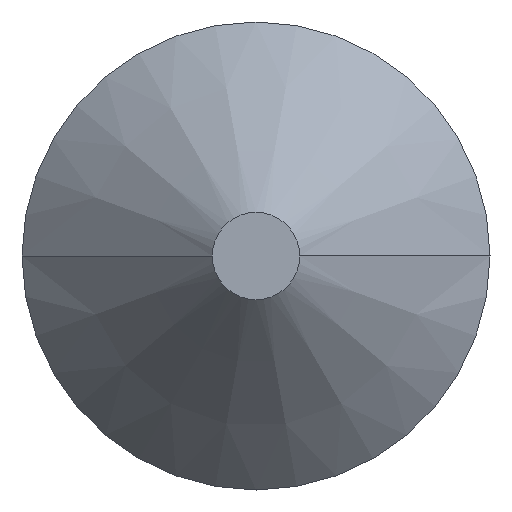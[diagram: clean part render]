
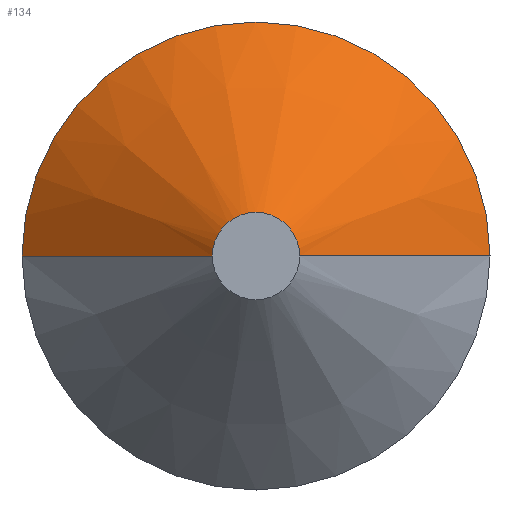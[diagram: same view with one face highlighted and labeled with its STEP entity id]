
A CAD part, front view. The second image highlights one B-rep face of the part: STEP entity #134.
In plain terms, the highlighted conical face has half-angle 45 degrees and reference radius 0.889 mm.
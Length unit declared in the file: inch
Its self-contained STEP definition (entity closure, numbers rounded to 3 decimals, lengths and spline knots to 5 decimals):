
#5 = CARTESIAN_POINT ( 'NONE',  ( 0.035, 0., 0. ) ) ;
#6 = CARTESIAN_POINT ( 'NONE',  ( 0.035, 0., 0. ) ) ;
#16 = VECTOR ( 'NONE', #29, 39.37008 ) ;
#29 = DIRECTION ( 'NONE',  ( 0.707, 0.707, 0. ) ) ;
#31 = EDGE_CURVE ( 'NONE', #40, #77, #148, .T. ) ;
#33 = CARTESIAN_POINT ( 'NONE',  ( -0.1875, 0.1525, 0. ) ) ;
#40 = VERTEX_POINT ( 'NONE', #6 ) ;
#47 = EDGE_CURVE ( 'NONE', #49, #79, #240, .T. ) ;
#49 = VERTEX_POINT ( 'NONE', #259 ) ;
#63 = CARTESIAN_POINT ( 'NONE',  ( 0., 0., 0. ) ) ;
#64 = DIRECTION ( 'NONE',  ( 1., 0., 0. ) ) ;
#73 = EDGE_LOOP ( 'NONE', ( #160, #283, #163, #138 ) ) ;
#77 = VERTEX_POINT ( 'NONE', #287 ) ;
#79 = VERTEX_POINT ( 'NONE', #33 ) ;
#95 = CONICAL_SURFACE ( 'NONE', #170, 0.035, 0.785 ) ;
#103 = EDGE_CURVE ( 'NONE', #40, #49, #227, .T. ) ;
#121 = FACE_OUTER_BOUND ( 'NONE', #73, .T. ) ;
#134 = ADVANCED_FACE ( 'NONE', ( #121 ), #95, .T. ) ;
#138 = ORIENTED_EDGE ( 'NONE', *, *, #47, .F. ) ;
#148 = LINE ( 'NONE', #5, #16 ) ;
#160 = ORIENTED_EDGE ( 'NONE', *, *, #103, .F. ) ;
#163 = ORIENTED_EDGE ( 'NONE', *, *, #292, .T. ) ;
#170 = AXIS2_PLACEMENT_3D ( 'NONE', #63, #225, #263 ) ;
#177 = CARTESIAN_POINT ( 'NONE',  ( 0., 0., 0. ) ) ;
#194 = CARTESIAN_POINT ( 'NONE',  ( -0.035, 0., 0. ) ) ;
#210 = DIRECTION ( 'NONE',  ( 1., 0., 0. ) ) ;
#225 = DIRECTION ( 'NONE',  ( 0., 1., 0. ) ) ;
#227 = CIRCLE ( 'NONE', #274, 0.035 ) ;
#229 = CARTESIAN_POINT ( 'NONE',  ( 0., 0.1525, 0. ) ) ;
#240 = LINE ( 'NONE', #194, #260 ) ;
#254 = CIRCLE ( 'NONE', #267, 0.1875 ) ;
#259 = CARTESIAN_POINT ( 'NONE',  ( -0.035, 0., 0. ) ) ;
#260 = VECTOR ( 'NONE', #264, 39.37008 ) ;
#263 = DIRECTION ( 'NONE',  ( -1., 0., 0. ) ) ;
#264 = DIRECTION ( 'NONE',  ( -0.707, 0.707, 0. ) ) ;
#267 = AXIS2_PLACEMENT_3D ( 'NONE', #229, #273, #210 ) ;
#268 = DIRECTION ( 'NONE',  ( 0., -1., 0. ) ) ;
#273 = DIRECTION ( 'NONE',  ( 0., -1., 0. ) ) ;
#274 = AXIS2_PLACEMENT_3D ( 'NONE', #177, #268, #64 ) ;
#283 = ORIENTED_EDGE ( 'NONE', *, *, #31, .T. ) ;
#287 = CARTESIAN_POINT ( 'NONE',  ( 0.1875, 0.1525, 0. ) ) ;
#292 = EDGE_CURVE ( 'NONE', #77, #79, #254, .T. ) ;
